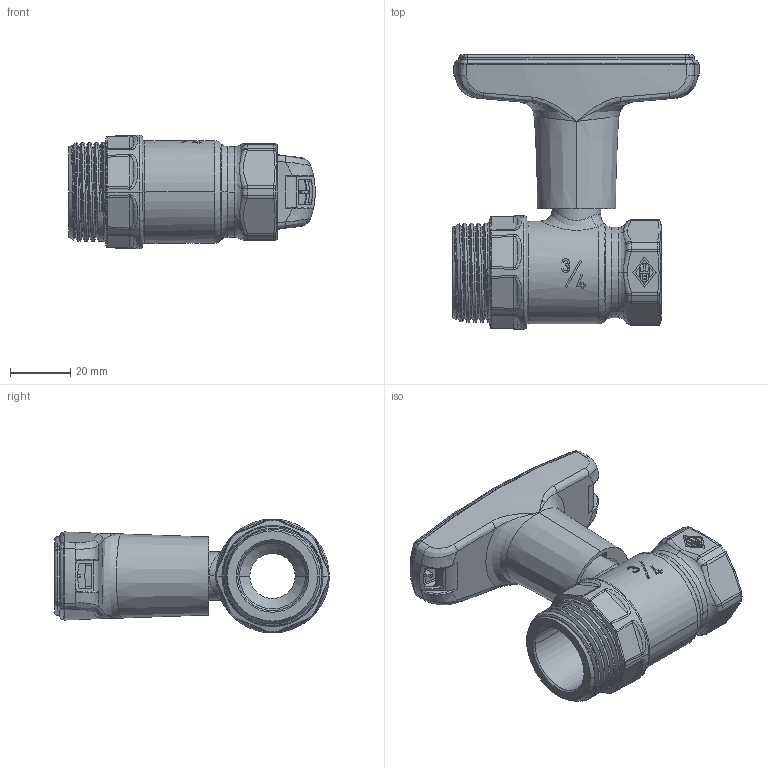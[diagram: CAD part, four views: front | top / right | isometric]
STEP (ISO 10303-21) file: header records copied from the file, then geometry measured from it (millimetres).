
FILE_DESCRIPTION((''),'2;1');
FILE_NAME('9339-01-800-KUGELHAHN','2016-06-02T',('marann'),(''),'PRO/ENGINEER BY PARAMETRIC TECHNOLOGY CORPORATION, 2011490','PRO/ENGINEER BY PARAMETRIC TECHNOLOGY CORPORATION, 2011490','');
FILE_SCHEMA(('CONFIG_CONTROL_DESIGN'));
Length unit declared in the file: millimetre
Products named in the file (1): 9339-01-800-KUGELHAHN
Bounding box: 81.65 x 90.99 x 37.67 mm (x, y, z)
Volume: 49682.5 mm3; surface area: 40377.7 mm2
Topology: 2 solids, 2 shells, 1797 faces, 4822 edges, 3093 vertices
Faces by surface type: plane 1121, cylinder 293, bspline 169, torus 90, cone 66, sphere 48, extrusion 10
Entity records: 68605 total; most frequent: CARTESIAN_POINT 24843, ORIENTED_EDGE 9644, DIRECTION 8342, EDGE_CURVE 4822, VECTOR 3194, LINE 3184, VERTEX_POINT 3093, AXIS2_PLACEMENT_3D 2574
